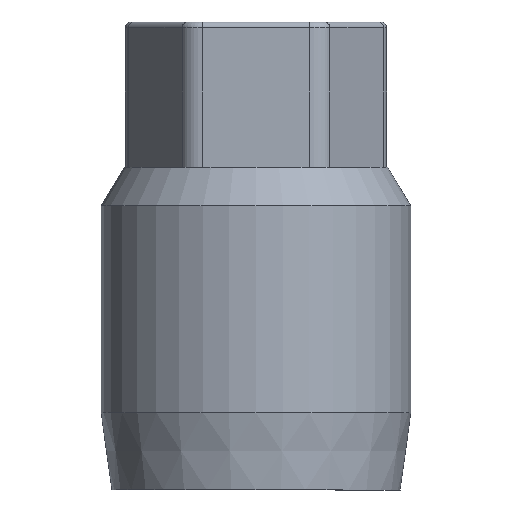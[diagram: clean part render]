
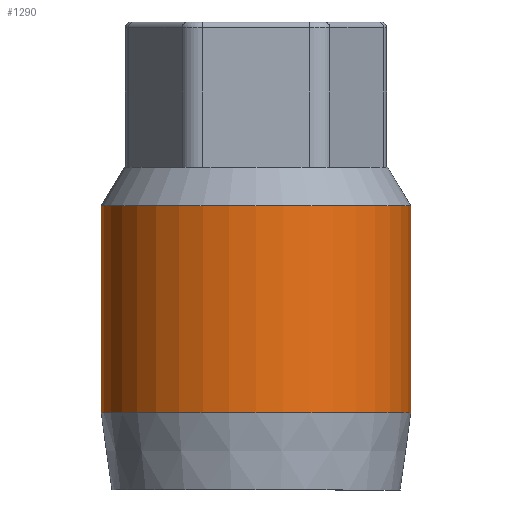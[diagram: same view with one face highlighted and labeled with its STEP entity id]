
A CAD part, front view. The second image highlights one B-rep face of the part: STEP entity #1290.
In plain terms, the highlighted cylindrical face has radius 5.33 mm (diameter 10.659 mm), a full revolution.
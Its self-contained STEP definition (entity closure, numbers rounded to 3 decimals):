
#139=CYLINDRICAL_SURFACE('',#1418,5.33);
#163=FACE_OUTER_BOUND('',#253,.T.);
#253=EDGE_LOOP('',(#907,#908,#909,#910,#911));
#346=LINE('',#2018,#415);
#415=VECTOR('',#1604,5.33);
#481=CIRCLE('',#1405,5.33);
#492=CIRCLE('',#1419,5.33);
#493=CIRCLE('',#1420,5.33);
#569=VERTEX_POINT('',#1963);
#586=VERTEX_POINT('',#2015);
#587=VERTEX_POINT('',#2016);
#684=EDGE_CURVE('',#569,#569,#481,.T.);
#704=EDGE_CURVE('',#586,#587,#492,.T.);
#705=EDGE_CURVE('',#587,#569,#346,.T.);
#706=EDGE_CURVE('',#587,#586,#493,.T.);
#907=ORIENTED_EDGE('',*,*,#704,.T.);
#908=ORIENTED_EDGE('',*,*,#705,.T.);
#909=ORIENTED_EDGE('',*,*,#684,.F.);
#910=ORIENTED_EDGE('',*,*,#705,.F.);
#911=ORIENTED_EDGE('',*,*,#706,.T.);
#1290=ADVANCED_FACE('',(#163),#139,.T.);
#1405=AXIS2_PLACEMENT_3D('',#1964,#1571,#1572);
#1418=AXIS2_PLACEMENT_3D('',#2014,#1600,#1601);
#1419=AXIS2_PLACEMENT_3D('',#2017,#1602,#1603);
#1420=AXIS2_PLACEMENT_3D('',#2019,#1605,#1606);
#1571=DIRECTION('center_axis',(0.,0.,-1.));
#1572=DIRECTION('ref_axis',(1.,0.,0.));
#1600=DIRECTION('center_axis',(0.,0.,1.));
#1601=DIRECTION('ref_axis',(1.,0.,0.));
#1602=DIRECTION('center_axis',(0.,0.,-1.));
#1603=DIRECTION('ref_axis',(-1.,0.,0.));
#1604=DIRECTION('',(0.,0.,-1.));
#1605=DIRECTION('center_axis',(0.,0.,-1.));
#1606=DIRECTION('ref_axis',(-1.,0.,0.));
#1963=CARTESIAN_POINT('',(-5.33,0.,-10.458));
#1964=CARTESIAN_POINT('Origin',(0.,0.,
-10.458));
#2014=CARTESIAN_POINT('Origin',(0.,0.,-13.113));
#2015=CARTESIAN_POINT('',(5.33,0.,-3.331));
#2016=CARTESIAN_POINT('',(-5.33,0.,-3.331));
#2017=CARTESIAN_POINT('Origin',(0.,0.,-3.331));
#2018=CARTESIAN_POINT('',(-5.33,0.,-13.113));
#2019=CARTESIAN_POINT('Origin',(0.,0.,-3.331));
